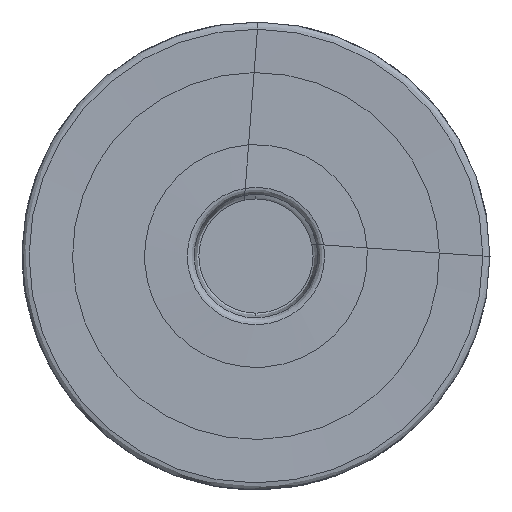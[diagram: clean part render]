
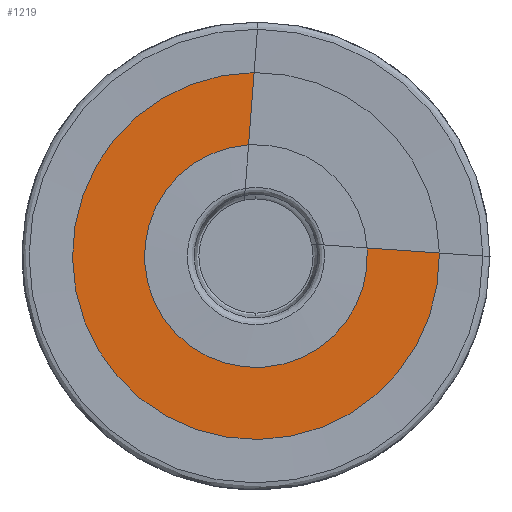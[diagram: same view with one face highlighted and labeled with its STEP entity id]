
A CAD part, left-side view. The second image highlights one B-rep face of the part: STEP entity #1219.
In plain terms, the highlighted planar face has unit normal (-1, 0, 0).
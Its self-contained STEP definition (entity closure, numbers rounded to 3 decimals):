
#12 = DIRECTION ( 'NONE',  ( 1., 0., 0. ) ) ;
#19 = ORIENTED_EDGE ( 'NONE', *, *, #1108, .F. ) ;
#44 = CIRCLE ( 'NONE', #142, 6.191 ) ;
#127 = CARTESIAN_POINT ( 'NONE',  ( 0.058, 0., 0. ) ) ;
#142 = AXIS2_PLACEMENT_3D ( 'NONE', #2119, #12, #2485 ) ;
#222 = VERTEX_POINT ( 'NONE', #1905 ) ;
#264 = CIRCLE ( 'NONE', #412, 10.19 ) ;
#333 = DIRECTION ( 'NONE',  ( 1., 0., 0. ) ) ;
#412 = AXIS2_PLACEMENT_3D ( 'NONE', #127, #333, #892 ) ;
#598 = EDGE_CURVE ( 'NONE', #2088, #222, #264, .T. ) ;
#671 = ORIENTED_EDGE ( 'NONE', *, *, #598, .F. ) ;
#672 = CARTESIAN_POINT ( 'NONE',  ( 0.058, 0.408, 6.177 ) ) ;
#693 = EDGE_CURVE ( 'NONE', #2057, #1952, #44, .T. ) ;
#784 = EDGE_LOOP ( 'NONE', ( #671, #19, #1385, #1427 ) ) ;
#892 = DIRECTION ( 'NONE',  ( 0., -1., 0.017 ) ) ;
#893 = FACE_OUTER_BOUND ( 'NONE', #784, .T. ) ;
#1108 = EDGE_CURVE ( 'NONE', #2057, #2088, #2273, .T. ) ;
#1140 = CARTESIAN_POINT ( 'NONE',  ( 0.058, 0.408, 6.177 ) ) ;
#1219 = ADVANCED_FACE ( 'NONE', ( #893 ), #2089, .F. ) ;
#1246 = VECTOR ( 'NONE', #1643, 1000. ) ;
#1271 = CARTESIAN_POINT ( 'NONE',  ( 0.058, -6.174, 0.449 ) ) ;
#1293 = AXIS2_PLACEMENT_3D ( 'NONE', #2059, #1700, #1493 ) ;
#1341 = LINE ( 'NONE', #672, #1893 ) ;
#1385 = ORIENTED_EDGE ( 'NONE', *, *, #693, .T. ) ;
#1427 = ORIENTED_EDGE ( 'NONE', *, *, #1931, .T. ) ;
#1463 = DIRECTION ( 'NONE',  ( 0., -0.076, 0.997 ) ) ;
#1493 = DIRECTION ( 'NONE',  ( 0., 0., -1. ) ) ;
#1592 = CARTESIAN_POINT ( 'NONE',  ( 0.058, -6.174, 0.449 ) ) ;
#1643 = DIRECTION ( 'NONE',  ( 0., -0.998, -0.07 ) ) ;
#1700 = DIRECTION ( 'NONE',  ( 1., 0., 0. ) ) ;
#1893 = VECTOR ( 'NONE', #1463, 1000. ) ;
#1905 = CARTESIAN_POINT ( 'NONE',  ( 0.058, 0.1, 10.189 ) ) ;
#1931 = EDGE_CURVE ( 'NONE', #1952, #222, #1341, .T. ) ;
#1952 = VERTEX_POINT ( 'NONE', #1140 ) ;
#2057 = VERTEX_POINT ( 'NONE', #1592 ) ;
#2059 = CARTESIAN_POINT ( 'NONE',  ( 0.058, -6.174, 0.449 ) ) ;
#2088 = VERTEX_POINT ( 'NONE', #2132 ) ;
#2089 = PLANE ( 'NONE',  #1293 ) ;
#2119 = CARTESIAN_POINT ( 'NONE',  ( 0.058, 0., 0. ) ) ;
#2132 = CARTESIAN_POINT ( 'NONE',  ( 0.058, -10.188, 0.169 ) ) ;
#2273 = LINE ( 'NONE', #1271, #1246 ) ;
#2485 = DIRECTION ( 'NONE',  ( 0., -0.997, 0.073 ) ) ;
